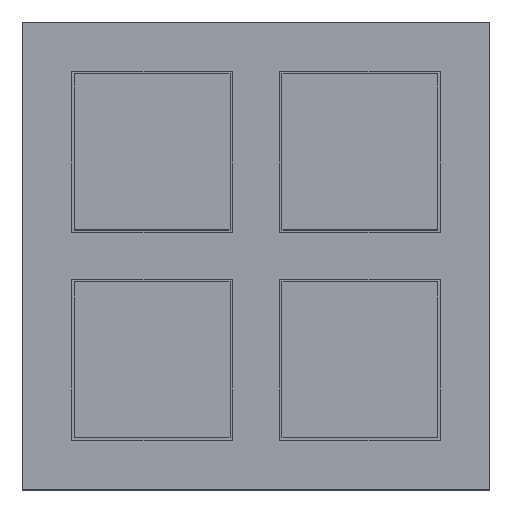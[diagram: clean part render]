
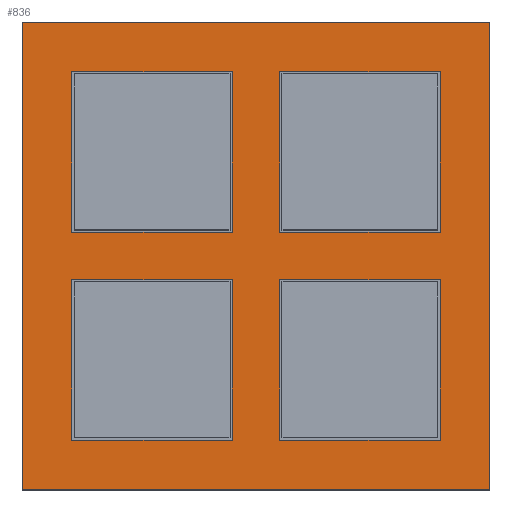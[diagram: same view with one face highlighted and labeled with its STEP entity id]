
A CAD part, top view. The second image highlights one B-rep face of the part: STEP entity #836.
In plain terms, the highlighted planar face has unit normal (0, 0, 1).
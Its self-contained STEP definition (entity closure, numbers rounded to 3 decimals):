
#31=FACE_BOUND('',#121,.T.);
#32=FACE_BOUND('',#122,.T.);
#33=FACE_BOUND('',#123,.T.);
#34=FACE_BOUND('',#124,.T.);
#70=FACE_OUTER_BOUND('',#120,.T.);
#120=EDGE_LOOP('',(#615,#616,#617,#618));
#121=EDGE_LOOP('',(#619,#620,#621,#622));
#122=EDGE_LOOP('',(#623,#624,#625,#626));
#123=EDGE_LOOP('',(#627,#628,#629,#630));
#124=EDGE_LOOP('',(#631,#632,#633,#634));
#171=LINE('',#1255,#279);
#175=LINE('',#1263,#283);
#178=LINE('',#1269,#286);
#181=LINE('',#1274,#289);
#185=LINE('',#1284,#293);
#188=LINE('',#1290,#296);
#191=LINE('',#1296,#299);
#194=LINE('',#1300,#302);
#195=LINE('',#1304,#303);
#196=LINE('',#1306,#304);
#197=LINE('',#1308,#305);
#198=LINE('',#1309,#306);
#199=LINE('',#1312,#307);
#200=LINE('',#1314,#308);
#201=LINE('',#1316,#309);
#202=LINE('',#1317,#310);
#203=LINE('',#1320,#311);
#204=LINE('',#1322,#312);
#205=LINE('',#1324,#313);
#206=LINE('',#1325,#314);
#279=VECTOR('',#1025,10.);
#283=VECTOR('',#1031,10.);
#286=VECTOR('',#1036,10.);
#289=VECTOR('',#1041,10.);
#293=VECTOR('',#1049,10.);
#296=VECTOR('',#1054,10.);
#299=VECTOR('',#1059,10.);
#302=VECTOR('',#1064,10.);
#303=VECTOR('',#1067,10.);
#304=VECTOR('',#1068,10.);
#305=VECTOR('',#1069,10.);
#306=VECTOR('',#1070,10.);
#307=VECTOR('',#1071,10.);
#308=VECTOR('',#1072,10.);
#309=VECTOR('',#1073,10.);
#310=VECTOR('',#1074,10.);
#311=VECTOR('',#1075,10.);
#312=VECTOR('',#1076,10.);
#313=VECTOR('',#1077,10.);
#314=VECTOR('',#1078,10.);
#383=VERTEX_POINT('',#1253);
#384=VERTEX_POINT('',#1254);
#387=VERTEX_POINT('',#1262);
#389=VERTEX_POINT('',#1268);
#393=VERTEX_POINT('',#1281);
#394=VERTEX_POINT('',#1283);
#396=VERTEX_POINT('',#1289);
#398=VERTEX_POINT('',#1295);
#399=VERTEX_POINT('',#1302);
#400=VERTEX_POINT('',#1303);
#401=VERTEX_POINT('',#1305);
#402=VERTEX_POINT('',#1307);
#403=VERTEX_POINT('',#1310);
#404=VERTEX_POINT('',#1311);
#405=VERTEX_POINT('',#1313);
#406=VERTEX_POINT('',#1315);
#407=VERTEX_POINT('',#1318);
#408=VERTEX_POINT('',#1319);
#409=VERTEX_POINT('',#1321);
#410=VERTEX_POINT('',#1323);
#459=EDGE_CURVE('',#383,#384,#171,.T.);
#463=EDGE_CURVE('',#387,#383,#175,.T.);
#466=EDGE_CURVE('',#389,#387,#178,.T.);
#469=EDGE_CURVE('',#384,#389,#181,.T.);
#473=EDGE_CURVE('',#394,#393,#185,.T.);
#476=EDGE_CURVE('',#396,#394,#188,.T.);
#479=EDGE_CURVE('',#398,#396,#191,.T.);
#482=EDGE_CURVE('',#393,#398,#194,.T.);
#483=EDGE_CURVE('',#399,#400,#195,.T.);
#484=EDGE_CURVE('',#400,#401,#196,.T.);
#485=EDGE_CURVE('',#401,#402,#197,.T.);
#486=EDGE_CURVE('',#402,#399,#198,.T.);
#487=EDGE_CURVE('',#403,#404,#199,.T.);
#488=EDGE_CURVE('',#405,#403,#200,.T.);
#489=EDGE_CURVE('',#406,#405,#201,.T.);
#490=EDGE_CURVE('',#404,#406,#202,.T.);
#491=EDGE_CURVE('',#407,#408,#203,.T.);
#492=EDGE_CURVE('',#409,#407,#204,.T.);
#493=EDGE_CURVE('',#410,#409,#205,.T.);
#494=EDGE_CURVE('',#408,#410,#206,.T.);
#615=ORIENTED_EDGE('',*,*,#482,.T.);
#616=ORIENTED_EDGE('',*,*,#479,.T.);
#617=ORIENTED_EDGE('',*,*,#476,.T.);
#618=ORIENTED_EDGE('',*,*,#473,.T.);
#619=ORIENTED_EDGE('',*,*,#483,.T.);
#620=ORIENTED_EDGE('',*,*,#484,.T.);
#621=ORIENTED_EDGE('',*,*,#485,.T.);
#622=ORIENTED_EDGE('',*,*,#486,.T.);
#623=ORIENTED_EDGE('',*,*,#487,.F.);
#624=ORIENTED_EDGE('',*,*,#488,.F.);
#625=ORIENTED_EDGE('',*,*,#489,.F.);
#626=ORIENTED_EDGE('',*,*,#490,.F.);
#627=ORIENTED_EDGE('',*,*,#491,.F.);
#628=ORIENTED_EDGE('',*,*,#492,.F.);
#629=ORIENTED_EDGE('',*,*,#493,.F.);
#630=ORIENTED_EDGE('',*,*,#494,.F.);
#631=ORIENTED_EDGE('',*,*,#459,.T.);
#632=ORIENTED_EDGE('',*,*,#469,.T.);
#633=ORIENTED_EDGE('',*,*,#466,.T.);
#634=ORIENTED_EDGE('',*,*,#463,.T.);
#786=PLANE('',#950);
#836=ADVANCED_FACE('',(#70,#31,#32,#33,#34),#786,.T.);
#950=AXIS2_PLACEMENT_3D('',#1301,#1065,#1066);
#1025=DIRECTION('',(1.,0.,0.));
#1031=DIRECTION('',(0.,1.,0.));
#1036=DIRECTION('',(-1.,0.,0.));
#1041=DIRECTION('',(0.,-1.,0.));
#1049=DIRECTION('',(-1.,0.,0.));
#1054=DIRECTION('',(0.,1.,0.));
#1059=DIRECTION('',(1.,0.,0.));
#1064=DIRECTION('',(0.,-1.,0.));
#1065=DIRECTION('center_axis',(0.,0.,1.));
#1066=DIRECTION('ref_axis',(1.,0.,0.));
#1067=DIRECTION('',(-1.,0.,0.));
#1068=DIRECTION('',(0.,1.,0.));
#1069=DIRECTION('',(1.,0.,0.));
#1070=DIRECTION('',(0.,-1.,0.));
#1071=DIRECTION('',(-1.,0.,0.));
#1072=DIRECTION('',(0.,1.,0.));
#1073=DIRECTION('',(1.,0.,0.));
#1074=DIRECTION('',(0.,-1.,0.));
#1075=DIRECTION('',(1.,0.,0.));
#1076=DIRECTION('',(0.,-1.,0.));
#1077=DIRECTION('',(-1.,0.,0.));
#1078=DIRECTION('',(0.,1.,0.));
#1253=CARTESIAN_POINT('',(24.8,40.2,2.));
#1254=CARTESIAN_POINT('',(40.2,40.2,2.));
#1255=CARTESIAN_POINT('',(23.65,40.2,2.));
#1262=CARTESIAN_POINT('',(24.8,24.8,2.));
#1263=CARTESIAN_POINT('',(24.8,23.65,2.));
#1268=CARTESIAN_POINT('',(40.2,24.8,2.));
#1269=CARTESIAN_POINT('',(31.35,24.8,2.));
#1274=CARTESIAN_POINT('',(40.2,31.35,2.));
#1281=CARTESIAN_POINT('',(0.,45.,2.));
#1283=CARTESIAN_POINT('',(45.,45.,2.));
#1284=CARTESIAN_POINT('',(45.,45.,2.));
#1289=CARTESIAN_POINT('',(45.,0.,2.));
#1290=CARTESIAN_POINT('',(45.,0.,2.));
#1295=CARTESIAN_POINT('',(0.,0.,2.));
#1296=CARTESIAN_POINT('',(0.,0.,2.));
#1300=CARTESIAN_POINT('',(0.,45.,2.));
#1301=CARTESIAN_POINT('Origin',(22.5,22.5,2.));
#1302=CARTESIAN_POINT('',(20.2,4.8,2.));
#1303=CARTESIAN_POINT('',(4.8,4.8,2.));
#1304=CARTESIAN_POINT('',(21.35,4.8,2.));
#1305=CARTESIAN_POINT('',(4.8,20.2,2.));
#1306=CARTESIAN_POINT('',(4.8,13.65,2.));
#1307=CARTESIAN_POINT('',(20.2,20.2,2.));
#1308=CARTESIAN_POINT('',(13.65,20.2,2.));
#1309=CARTESIAN_POINT('',(20.2,21.35,2.));
#1310=CARTESIAN_POINT('',(20.2,40.2,2.));
#1311=CARTESIAN_POINT('',(4.8,40.2,2.));
#1312=CARTESIAN_POINT('',(21.35,40.2,2.));
#1313=CARTESIAN_POINT('',(20.2,24.8,2.));
#1314=CARTESIAN_POINT('',(20.2,23.65,2.));
#1315=CARTESIAN_POINT('',(4.8,24.8,2.));
#1316=CARTESIAN_POINT('',(13.65,24.8,2.));
#1317=CARTESIAN_POINT('',(4.8,31.35,2.));
#1318=CARTESIAN_POINT('',(24.8,4.8,2.));
#1319=CARTESIAN_POINT('',(40.2,4.8,2.));
#1320=CARTESIAN_POINT('',(23.65,4.8,2.));
#1321=CARTESIAN_POINT('',(24.8,20.2,2.));
#1322=CARTESIAN_POINT('',(24.8,21.35,2.));
#1323=CARTESIAN_POINT('',(40.2,20.2,2.));
#1324=CARTESIAN_POINT('',(31.35,20.2,2.));
#1325=CARTESIAN_POINT('',(40.2,13.65,2.));
